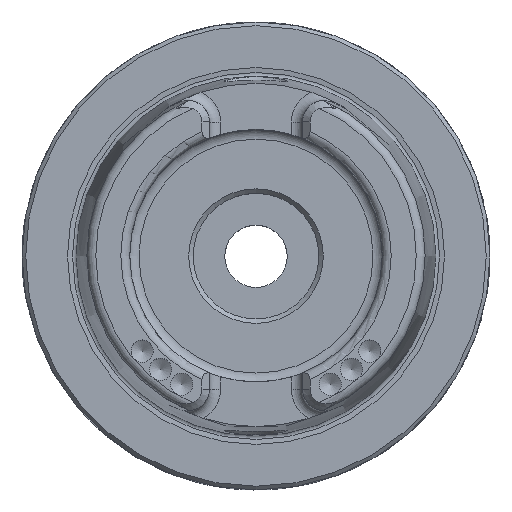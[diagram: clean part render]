
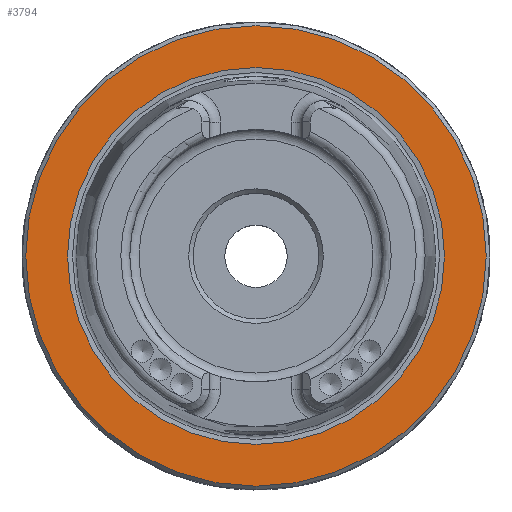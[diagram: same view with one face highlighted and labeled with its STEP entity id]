
A CAD part, top view. The second image highlights one B-rep face of the part: STEP entity #3794.
In plain terms, the highlighted planar face has unit normal (0, 0, 1).
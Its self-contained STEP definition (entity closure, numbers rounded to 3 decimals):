
#318=PLANE('',#4091);
#807=ORIENTED_EDGE('',*,*,#1280,.T.);
#808=ORIENTED_EDGE('',*,*,#1277,.F.);
#1277=EDGE_CURVE('',#1573,#1573,#1782,.T.);
#1280=EDGE_CURVE('',#1576,#1576,#1785,.T.);
#1573=VERTEX_POINT('',#5708);
#1576=VERTEX_POINT('',#5717);
#1782=CIRCLE('',#4086,25.373);
#1785=CIRCLE('',#4092,31.);
#2028=EDGE_LOOP('',(#807));
#2029=EDGE_LOOP('',(#808));
#2309=FACE_BOUND('',#2028,.T.);
#2310=FACE_BOUND('',#2029,.T.);
#3794=ADVANCED_FACE('',(#2309,#2310),#318,.T.);
#4086=AXIS2_PLACEMENT_3D('',#5707,#4688,#4689);
#4091=AXIS2_PLACEMENT_3D('',#5715,#4698,#4699);
#4092=AXIS2_PLACEMENT_3D('',#5716,#4700,#4701);
#4688=DIRECTION('',(0.,0.,1.));
#4689=DIRECTION('',(1.,0.,0.));
#4698=DIRECTION('',(0.,0.,1.));
#4699=DIRECTION('',(1.,0.,0.));
#4700=DIRECTION('',(0.,0.,1.));
#4701=DIRECTION('',(1.,0.,0.));
#5707=CARTESIAN_POINT('',(0.,0.,0.));
#5708=CARTESIAN_POINT('',(25.373,0.,0.));
#5715=CARTESIAN_POINT('',(31.,0.,0.));
#5716=CARTESIAN_POINT('',(0.,0.,0.));
#5717=CARTESIAN_POINT('',(31.,0.,0.));
